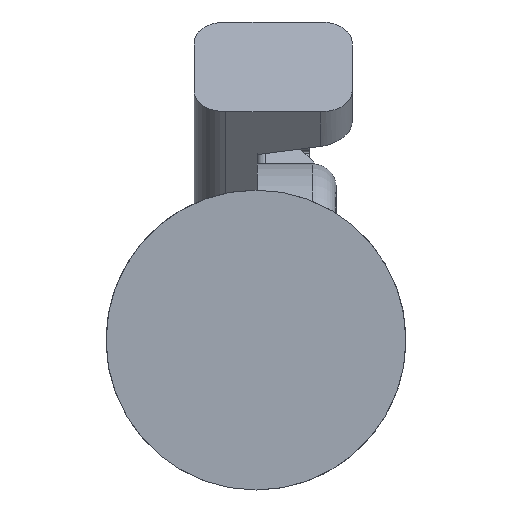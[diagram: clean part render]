
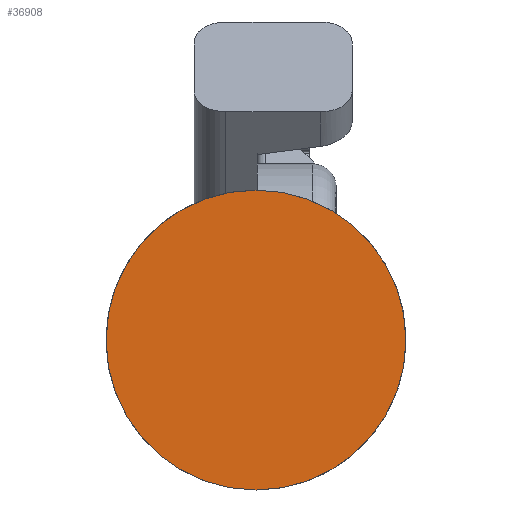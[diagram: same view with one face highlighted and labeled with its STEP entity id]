
A CAD part, front view. The second image highlights one B-rep face of the part: STEP entity #36908.
In plain terms, the highlighted planar face has unit normal (0, -1, 0).
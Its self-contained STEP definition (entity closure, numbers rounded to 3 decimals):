
#52 = ORIENTED_EDGE ( 'NONE', *, *, #30229, .F. ) ;
#829 = FACE_OUTER_BOUND ( 'NONE', #31370, .T. ) ;
#1044 = CARTESIAN_POINT ( 'NONE',  ( -0.867, 0., 0.146 ) ) ;
#4749 = AXIS2_PLACEMENT_3D ( 'NONE', #37639, #37825, #26952 ) ;
#4849 = DIRECTION ( 'NONE',  ( 0., 0., 1. ) ) ;
#5928 = VERTEX_POINT ( 'NONE', #31655 ) ;
#8928 = EDGE_CURVE ( 'NONE', #16512, #5928, #9453, .T. ) ;
#9453 = CIRCLE ( 'NONE', #31914, 95. ) ;
#13660 = DIRECTION ( 'NONE',  ( 0., 0., 1. ) ) ;
#14056 = DIRECTION ( 'NONE',  ( 0., 1., 0. ) ) ;
#16512 = VERTEX_POINT ( 'NONE', #38552 ) ;
#16856 = AXIS2_PLACEMENT_3D ( 'NONE', #1044, #35019, #4849 ) ;
#19403 = CIRCLE ( 'NONE', #16856, 95. ) ;
#25244 = ORIENTED_EDGE ( 'NONE', *, *, #8928, .F. ) ;
#25562 = PLANE ( 'NONE',  #4749 ) ;
#26952 = DIRECTION ( 'NONE',  ( 0., 0., 1. ) ) ;
#30229 = EDGE_CURVE ( 'NONE', #5928, #16512, #19403, .T. ) ;
#31370 = EDGE_LOOP ( 'NONE', ( #52, #25244 ) ) ;
#31655 = CARTESIAN_POINT ( 'NONE',  ( -0.867, 0., -94.854 ) ) ;
#31914 = AXIS2_PLACEMENT_3D ( 'NONE', #38785, #14056, #13660 ) ;
#35019 = DIRECTION ( 'NONE',  ( 0., 1., 0. ) ) ;
#36908 = ADVANCED_FACE ( 'NONE', ( #829 ), #25562, .F. ) ;
#37639 = CARTESIAN_POINT ( 'NONE',  ( -0.867, 0., 0.146 ) ) ;
#37825 = DIRECTION ( 'NONE',  ( 0., 1., 0. ) ) ;
#38552 = CARTESIAN_POINT ( 'NONE',  ( -0.867, 0., 95.146 ) ) ;
#38785 = CARTESIAN_POINT ( 'NONE',  ( -0.867, 0., 0.146 ) ) ;
